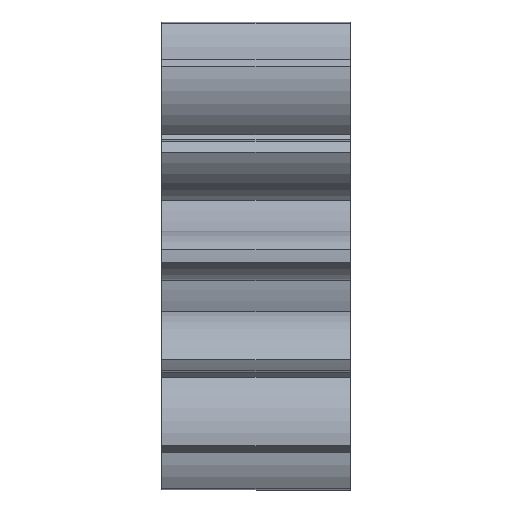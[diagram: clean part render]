
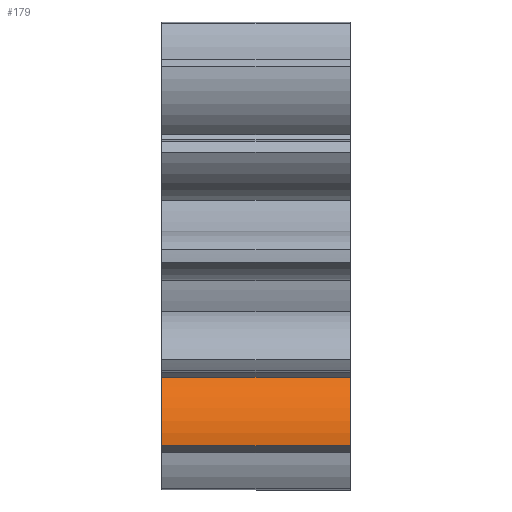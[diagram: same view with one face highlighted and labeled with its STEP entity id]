
A CAD part, front view. The second image highlights one B-rep face of the part: STEP entity #179.
In plain terms, the highlighted cylindrical face has radius 2.6 mm (diameter 5.2 mm), a partial arc.
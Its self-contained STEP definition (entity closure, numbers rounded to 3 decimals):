
#9 = EDGE_CURVE ( 'NONE', #1937, #1777, #819, .T. ) ;
#16 = CARTESIAN_POINT ( 'NONE',  ( 6., -1.828, -5.828 ) ) ;
#42 = AXIS2_PLACEMENT_3D ( 'NONE', #1220, #54, #1350 ) ;
#54 = DIRECTION ( 'NONE',  ( -1., 0., 0. ) ) ;
#84 = ORIENTED_EDGE ( 'NONE', *, *, #9, .T. ) ;
#175 = DIRECTION ( 'NONE',  ( -1., 0., 0. ) ) ;
#178 = VECTOR ( 'NONE', #1147, 1000. ) ;
#179 = ADVANCED_FACE ( 'NONE', ( #1591 ), #1911, .T. ) ;
#235 = CARTESIAN_POINT ( 'NONE',  ( 6., -3.542, -3.874 ) ) ;
#267 = DIRECTION ( 'NONE',  ( -1., 0., 0. ) ) ;
#278 = CARTESIAN_POINT ( 'NONE',  ( 6., -3.542, -3.874 ) ) ;
#310 = CARTESIAN_POINT ( 'NONE',  ( 0., -1.828, -5.828 ) ) ;
#324 = EDGE_CURVE ( 'NONE', #2043, #1937, #1827, .T. ) ;
#362 = ORIENTED_EDGE ( 'NONE', *, *, #1826, .T. ) ;
#427 = ORIENTED_EDGE ( 'NONE', *, *, #324, .T. ) ;
#502 = CARTESIAN_POINT ( 'NONE',  ( 3., -4.417, -6.061 ) ) ;
#548 = CARTESIAN_POINT ( 'NONE',  ( 0., -3.542, -3.874 ) ) ;
#664 = ORIENTED_EDGE ( 'NONE', *, *, #1942, .T. ) ;
#779 = LINE ( 'NONE', #278, #1657 ) ;
#785 = AXIS2_PLACEMENT_3D ( 'NONE', #310, #1143, #969 ) ;
#819 = LINE ( 'NONE', #502, #178 ) ;
#824 = AXIS2_PLACEMENT_3D ( 'NONE', #16, #175, #1602 ) ;
#969 = DIRECTION ( 'NONE',  ( 0., 0., -1. ) ) ;
#1117 = EDGE_LOOP ( 'NONE', ( #84, #362, #664, #427 ) ) ;
#1143 = DIRECTION ( 'NONE',  ( 1., 0., 0. ) ) ;
#1147 = DIRECTION ( 'NONE',  ( 1., 0., 0. ) ) ;
#1220 = CARTESIAN_POINT ( 'NONE',  ( 6., -1.828, -5.828 ) ) ;
#1350 = DIRECTION ( 'NONE',  ( 0., -0.663, 0.749 ) ) ;
#1377 = CARTESIAN_POINT ( 'NONE',  ( 6., -4.417, -6.061 ) ) ;
#1426 = CIRCLE ( 'NONE', #42, 2.6 ) ;
#1591 = FACE_OUTER_BOUND ( 'NONE', #1117, .T. ) ;
#1602 = DIRECTION ( 'NONE',  ( 0., 0., 1. ) ) ;
#1657 = VECTOR ( 'NONE', #267, 1000. ) ;
#1777 = VERTEX_POINT ( 'NONE', #1377 ) ;
#1825 = VERTEX_POINT ( 'NONE', #235 ) ;
#1826 = EDGE_CURVE ( 'NONE', #1777, #1825, #1426, .T. ) ;
#1827 = CIRCLE ( 'NONE', #785, 2.6 ) ;
#1911 = CYLINDRICAL_SURFACE ( 'NONE', #824, 2.6 ) ;
#1937 = VERTEX_POINT ( 'NONE', #2046 ) ;
#1942 = EDGE_CURVE ( 'NONE', #1825, #2043, #779, .T. ) ;
#2043 = VERTEX_POINT ( 'NONE', #548 ) ;
#2046 = CARTESIAN_POINT ( 'NONE',  ( 0., -4.417, -6.061 ) ) ;
